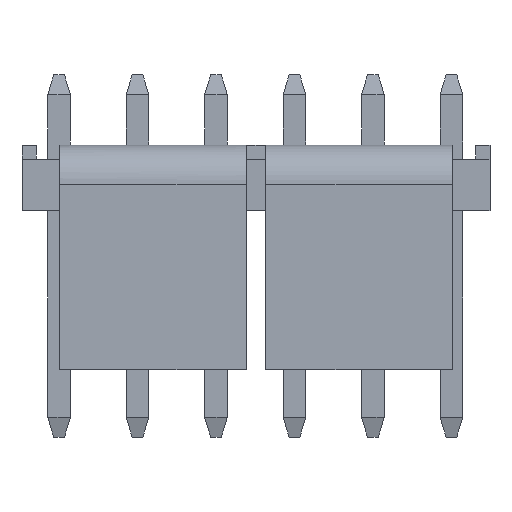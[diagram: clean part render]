
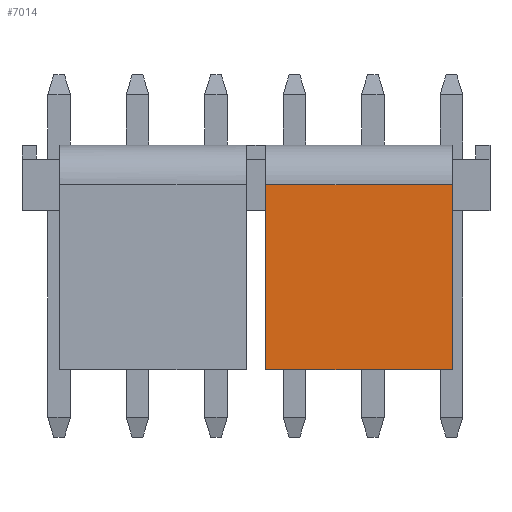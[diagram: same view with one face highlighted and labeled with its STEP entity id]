
A CAD part, front view. The second image highlights one B-rep face of the part: STEP entity #7014.
In plain terms, the highlighted planar face has unit normal (0, -1, 0).
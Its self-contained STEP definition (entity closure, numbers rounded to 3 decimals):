
#3790=CARTESIAN_POINT('',(0.5,-3.02,-0.35));
#3791=VERTEX_POINT('',#3790);
#3918=CARTESIAN_POINT('',(0.5,-3.02,-9.68));
#3919=VERTEX_POINT('',#3918);
#3929=CARTESIAN_POINT('',(0.5,-3.02,-0.35));
#3930=CARTESIAN_POINT('',(0.5,-3.02,-2.216));
#3931=CARTESIAN_POINT('',(0.5,-3.02,-4.082));
#3932=CARTESIAN_POINT('',(0.5,-3.02,-5.948));
#3933=CARTESIAN_POINT('',(0.5,-3.02,-7.814));
#3934=CARTESIAN_POINT('',(0.5,-3.02,-9.68));
#3935=B_SPLINE_CURVE_WITH_KNOTS('',5,(#3929,#3930,#3931,#3932,#3933,#3934),.UNSPECIFIED.,.F.,.U.,(6,6),(0.,9.33),.UNSPECIFIED.);
#3936=EDGE_CURVE('',#3791,#3919,#3935,.T.);
#5322=CARTESIAN_POINT('',(9.9,-3.02,-0.35));
#5323=VERTEX_POINT('',#5322);
#5342=CARTESIAN_POINT('',(9.9,-3.02,-9.68));
#5343=VERTEX_POINT('',#5342);
#5344=CARTESIAN_POINT('',(9.9,-3.02,-0.35));
#5345=CARTESIAN_POINT('',(9.9,-3.02,-2.216));
#5346=CARTESIAN_POINT('',(9.9,-3.02,-4.082));
#5347=CARTESIAN_POINT('',(9.9,-3.02,-5.948));
#5348=CARTESIAN_POINT('',(9.9,-3.02,-7.814));
#5349=CARTESIAN_POINT('',(9.9,-3.02,-9.68));
#5350=B_SPLINE_CURVE_WITH_KNOTS('',5,(#5344,#5345,#5346,#5347,#5348,#5349),.UNSPECIFIED.,.F.,.U.,(6,6),(0.,9.33),.UNSPECIFIED.);
#5351=EDGE_CURVE('',#5323,#5343,#5350,.T.);
#6778=CARTESIAN_POINT('',(0.5,-3.02,-0.35));
#6779=CARTESIAN_POINT('',(2.38,-3.02,-0.35));
#6780=CARTESIAN_POINT('',(4.26,-3.02,-0.35));
#6781=CARTESIAN_POINT('',(6.14,-3.02,-0.35));
#6782=CARTESIAN_POINT('',(8.02,-3.02,-0.35));
#6783=CARTESIAN_POINT('',(9.9,-3.02,-0.35));
#6784=B_SPLINE_CURVE_WITH_KNOTS('',5,(#6778,#6779,#6780,#6781,#6782,#6783),.UNSPECIFIED.,.F.,.U.,(6,6),(0.,9.4),.UNSPECIFIED.);
#6785=EDGE_CURVE('',#3791,#5323,#6784,.T.);
#6990=CARTESIAN_POINT('',(0.5,-3.02,-9.68));
#6991=CARTESIAN_POINT('',(2.38,-3.02,-9.68));
#6992=CARTESIAN_POINT('',(4.26,-3.02,-9.68));
#6993=CARTESIAN_POINT('',(6.14,-3.02,-9.68));
#6994=CARTESIAN_POINT('',(8.02,-3.02,-9.68));
#6995=CARTESIAN_POINT('',(9.9,-3.02,-9.68));
#6996=B_SPLINE_CURVE_WITH_KNOTS('',5,(#6990,#6991,#6992,#6993,#6994,#6995),.UNSPECIFIED.,.F.,.U.,(6,6),(0.,9.4),.UNSPECIFIED.);
#6997=EDGE_CURVE('',#3919,#5343,#6996,.T.);
#7003=CARTESIAN_POINT('',(5.2,-3.02,-5.015));
#7004=DIRECTION('',(0.,0.,-1.));
#7005=DIRECTION('',(0.,-1.,0.));
#7006=AXIS2_PLACEMENT_3D('',#7003,#7005,#7004);
#7007=PLANE('',#7006);
#7008=ORIENTED_EDGE('',*,*,#6997,.T.);
#7009=ORIENTED_EDGE('',*,*,#5351,.F.);
#7010=ORIENTED_EDGE('',*,*,#6785,.F.);
#7011=ORIENTED_EDGE('',*,*,#3936,.T.);
#7012=EDGE_LOOP('',(#7008,#7009,#7010,#7011));
#7013=FACE_OUTER_BOUND('',#7012,.T.);
#7014=ADVANCED_FACE('',(#7013),#7007,.T.);
